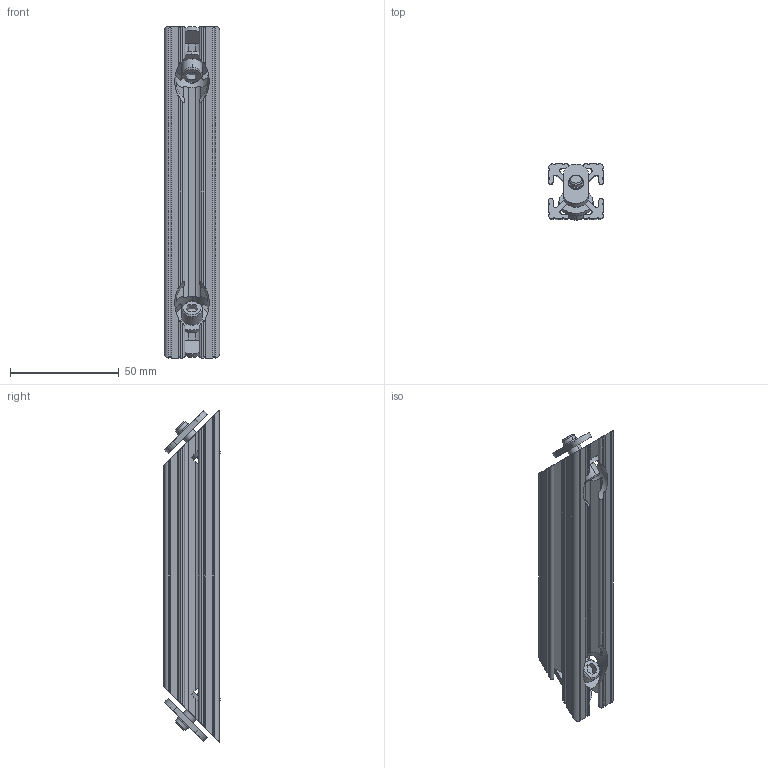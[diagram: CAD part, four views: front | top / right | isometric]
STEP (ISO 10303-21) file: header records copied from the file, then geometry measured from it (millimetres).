
FILE_DESCRIPTION (( 'STEP AP214' ), '1' );
FILE_NAME ('8020-2565.STEP', '2020-08-08T00:50:50', ( '' ), ( '' ), 'SwSTEP 2.0', 'SolidWorks 2020', '' );
FILE_SCHEMA (( 'AUTOMOTIVE_DESIGN' ));
Length unit declared in the file: inch
Products named in the file (7): 2565; 10sHW; 8020-2565; 3382; 3067_3067; 3258_Preferred Wide FW 0.25
Assembly tree (9 placements, depth 3):
  8020-2565
    2565
    10sHW
      3067_3067
      3258_Preferred Wide FW 0.25
      3382
    10sHW
      3067_3067
      3258_Preferred Wide FW 0.25
      3382
Bounding box: 25.4 x 25.77 x 152.4 mm (x, y, z)
Volume: 37484.2 mm3; surface area: 31894.8 mm2
Topology: 7 solids, 7 shells, 230 faces, 654 edges, 432 vertices
Faces by surface type: cylinder 120, plane 98, cone 12
Entity records: 7461 total; most frequent: CARTESIAN_POINT 2503, ORIENTED_EDGE 1146, DIRECTION 813, EDGE_CURVE 573, VERTEX_POINT 380, VECTOR 297, LINE 297, AXIS2_PLACEMENT_3D 258
